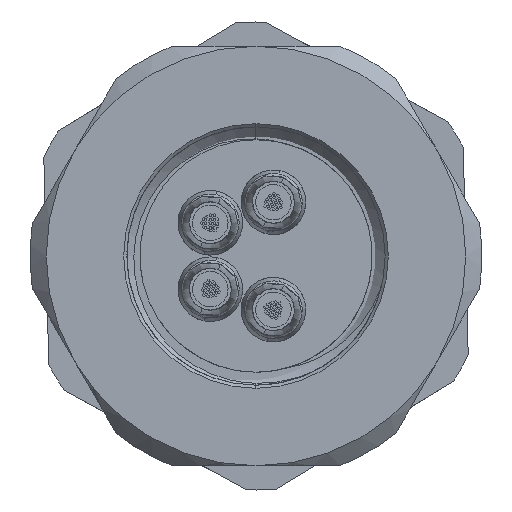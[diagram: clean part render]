
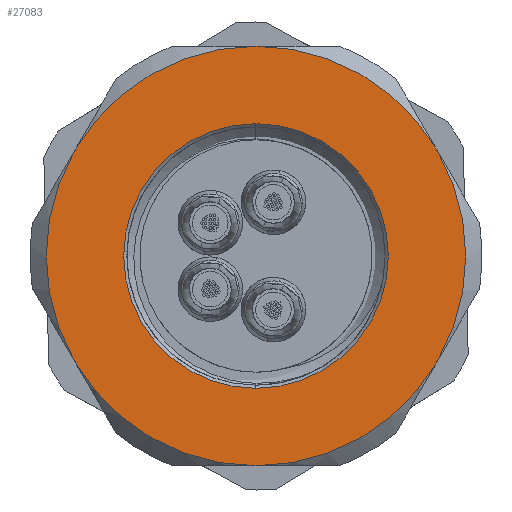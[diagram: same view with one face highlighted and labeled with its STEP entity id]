
A CAD part, left-side view. The second image highlights one B-rep face of the part: STEP entity #27083.
In plain terms, the highlighted planar face has unit normal (-1, 0, 0).
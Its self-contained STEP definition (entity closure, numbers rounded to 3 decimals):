
#818 = CARTESIAN_POINT ( 'NONE',  ( -13.6, 0., 0. ) ) ;
#829 = ORIENTED_EDGE ( 'NONE', *, *, #32029, .T. ) ;
#2312 = DIRECTION ( 'NONE',  ( -1., 0., 0. ) ) ;
#2611 = FACE_BOUND ( 'NONE', #9352, .T. ) ;
#2942 = DIRECTION ( 'NONE',  ( -1., 0., 0. ) ) ;
#3540 = DIRECTION ( 'NONE',  ( 0., 0., -1. ) ) ;
#3713 = AXIS2_PLACEMENT_3D ( 'NONE', #8550, #2942, #29477 ) ;
#3829 = AXIS2_PLACEMENT_3D ( 'NONE', #15427, #25900, #22989 ) ;
#4120 = ORIENTED_EDGE ( 'NONE', *, *, #28964, .T. ) ;
#4260 = EDGE_CURVE ( 'NONE', #19005, #30205, #23058, .T. ) ;
#4778 = CIRCLE ( 'NONE', #3713, 6.5 ) ;
#7305 = CARTESIAN_POINT ( 'NONE',  ( -13.6, 0., 0. ) ) ;
#8385 = DIRECTION ( 'NONE',  ( 0., 0., -1. ) ) ;
#8483 = DIRECTION ( 'NONE',  ( 1., 0., 0. ) ) ;
#8550 = CARTESIAN_POINT ( 'NONE',  ( -13.6, 0., 0. ) ) ;
#8551 = CARTESIAN_POINT ( 'NONE',  ( -13.6, 5.629, -3.25 ) ) ;
#8572 = CARTESIAN_POINT ( 'NONE',  ( -13.6, 0., 4.1 ) ) ;
#9352 = EDGE_LOOP ( 'NONE', ( #11117, #14664 ) ) ;
#10555 = DIRECTION ( 'NONE',  ( 1., 0., 0. ) ) ;
#10923 = EDGE_CURVE ( 'NONE', #13651, #29317, #29894, .T. ) ;
#11025 = CARTESIAN_POINT ( 'NONE',  ( -13.6, 0., 0. ) ) ;
#11117 = ORIENTED_EDGE ( 'NONE', *, *, #4260, .T. ) ;
#11313 = CARTESIAN_POINT ( 'NONE',  ( -13.6, 5.629, 3.25 ) ) ;
#11593 = EDGE_CURVE ( 'NONE', #12026, #19154, #12382, .T. ) ;
#11827 = CARTESIAN_POINT ( 'NONE',  ( -13.6, -5.629, -3.25 ) ) ;
#12019 = CARTESIAN_POINT ( 'NONE',  ( -13.6, 0., 6.5 ) ) ;
#12026 = VERTEX_POINT ( 'NONE', #18836 ) ;
#12382 = CIRCLE ( 'NONE', #32647, 6.5 ) ;
#12392 = DIRECTION ( 'NONE',  ( 0., 0., -1. ) ) ;
#12487 = CIRCLE ( 'NONE', #20722, 6.5 ) ;
#13386 = DIRECTION ( 'NONE',  ( 1., 0., 0. ) ) ;
#13651 = VERTEX_POINT ( 'NONE', #19522 ) ;
#13970 = EDGE_CURVE ( 'NONE', #29317, #12026, #12487, .T. ) ;
#14033 = CIRCLE ( 'NONE', #30988, 4.1 ) ;
#14664 = ORIENTED_EDGE ( 'NONE', *, *, #30271, .T. ) ;
#14669 = ORIENTED_EDGE ( 'NONE', *, *, #13970, .T. ) ;
#15127 = CARTESIAN_POINT ( 'NONE',  ( -13.6, 0., 0. ) ) ;
#15427 = CARTESIAN_POINT ( 'NONE',  ( -13.6, 0., 0. ) ) ;
#15924 = AXIS2_PLACEMENT_3D ( 'NONE', #7305, #10555, #21029 ) ;
#16135 = ORIENTED_EDGE ( 'NONE', *, *, #11593, .T. ) ;
#16675 = EDGE_CURVE ( 'NONE', #27245, #13651, #30631, .T. ) ;
#17716 = CARTESIAN_POINT ( 'NONE',  ( -13.6, 0., 0. ) ) ;
#18606 = DIRECTION ( 'NONE',  ( -1., 0., 0. ) ) ;
#18836 = CARTESIAN_POINT ( 'NONE',  ( -13.6, -5.629, 3.25 ) ) ;
#18993 = AXIS2_PLACEMENT_3D ( 'NONE', #29138, #13386, #8385 ) ;
#19005 = VERTEX_POINT ( 'NONE', #8572 ) ;
#19143 = DIRECTION ( 'NONE',  ( 0., 0., -1. ) ) ;
#19154 = VERTEX_POINT ( 'NONE', #12019 ) ;
#19522 = CARTESIAN_POINT ( 'NONE',  ( -13.6, 0., -6.5 ) ) ;
#20620 = DIRECTION ( 'NONE',  ( 0., 0., -1. ) ) ;
#20722 = AXIS2_PLACEMENT_3D ( 'NONE', #27000, #18606, #3540 ) ;
#21029 = DIRECTION ( 'NONE',  ( 0., 0., -1. ) ) ;
#21487 = DIRECTION ( 'NONE',  ( -1., 0., 0. ) ) ;
#22112 = VERTEX_POINT ( 'NONE', #11313 ) ;
#22840 = ORIENTED_EDGE ( 'NONE', *, *, #16675, .T. ) ;
#22989 = DIRECTION ( 'NONE',  ( 0., 0., -1. ) ) ;
#23058 = CIRCLE ( 'NONE', #15924, 4.1 ) ;
#23499 = FACE_OUTER_BOUND ( 'NONE', #31463, .T. ) ;
#25900 = DIRECTION ( 'NONE',  ( -1., 0., 0. ) ) ;
#26036 = AXIS2_PLACEMENT_3D ( 'NONE', #15127, #30735, #20620 ) ;
#26301 = DIRECTION ( 'NONE',  ( 0., 0., -1. ) ) ;
#27000 = CARTESIAN_POINT ( 'NONE',  ( -13.6, 0., 0. ) ) ;
#27083 = ADVANCED_FACE ( 'NONE', ( #2611, #23499 ), #31866, .F. ) ;
#27245 = VERTEX_POINT ( 'NONE', #8551 ) ;
#28405 = CIRCLE ( 'NONE', #3829, 6.5 ) ;
#28964 = EDGE_CURVE ( 'NONE', #22112, #27245, #4778, .T. ) ;
#29138 = CARTESIAN_POINT ( 'NONE',  ( -13.6, 7., 0. ) ) ;
#29220 = ORIENTED_EDGE ( 'NONE', *, *, #10923, .T. ) ;
#29317 = VERTEX_POINT ( 'NONE', #11827 ) ;
#29477 = DIRECTION ( 'NONE',  ( 0., 0., -1. ) ) ;
#29894 = CIRCLE ( 'NONE', #26036, 6.5 ) ;
#30091 = AXIS2_PLACEMENT_3D ( 'NONE', #11025, #21487, #26301 ) ;
#30205 = VERTEX_POINT ( 'NONE', #31798 ) ;
#30271 = EDGE_CURVE ( 'NONE', #30205, #19005, #14033, .T. ) ;
#30631 = CIRCLE ( 'NONE', #30091, 6.5 ) ;
#30735 = DIRECTION ( 'NONE',  ( -1., 0., 0. ) ) ;
#30988 = AXIS2_PLACEMENT_3D ( 'NONE', #818, #8483, #19143 ) ;
#31463 = EDGE_LOOP ( 'NONE', ( #29220, #14669, #16135, #829, #4120, #22840 ) ) ;
#31798 = CARTESIAN_POINT ( 'NONE',  ( -13.6, 0., -4.1 ) ) ;
#31866 = PLANE ( 'NONE',  #18993 ) ;
#32029 = EDGE_CURVE ( 'NONE', #19154, #22112, #28405, .T. ) ;
#32647 = AXIS2_PLACEMENT_3D ( 'NONE', #17716, #2312, #12392 ) ;
